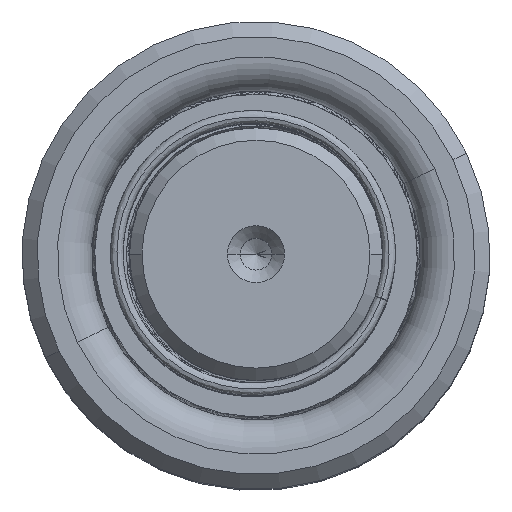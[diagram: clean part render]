
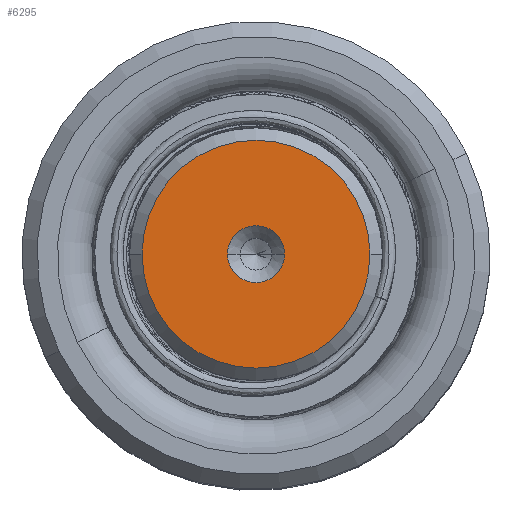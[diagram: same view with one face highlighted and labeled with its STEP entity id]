
A CAD part, top view. The second image highlights one B-rep face of the part: STEP entity #6295.
In plain terms, the highlighted planar face has unit normal (0, 0, 1).
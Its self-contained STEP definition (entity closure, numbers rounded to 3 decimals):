
#407 = DIRECTION ( 'NONE',  ( 0., 0., 1. ) ) ;
#472 = DIRECTION ( 'NONE',  ( 1., 0., 0. ) ) ;
#541 = ORIENTED_EDGE ( 'NONE', *, *, #26665, .F. ) ;
#2962 = CARTESIAN_POINT ( 'NONE',  ( 0., 0., 110. ) ) ;
#4298 = AXIS2_PLACEMENT_3D ( 'NONE', #11307, #32852, #24562 ) ;
#4746 = ORIENTED_EDGE ( 'NONE', *, *, #31531, .T. ) ;
#4764 = VERTEX_POINT ( 'NONE', #27776 ) ;
#4972 = AXIS2_PLACEMENT_3D ( 'NONE', #19126, #30013, #19016 ) ;
#5905 = CIRCLE ( 'NONE', #4972, 9.009 ) ;
#6295 = ADVANCED_FACE ( 'NONE', ( #33825, #23215 ), #19459, .T. ) ;
#7853 = CARTESIAN_POINT ( 'NONE',  ( 2.25, 0., 110. ) ) ;
#7889 = AXIS2_PLACEMENT_3D ( 'NONE', #19325, #14115, #472 ) ;
#9170 = CARTESIAN_POINT ( 'NONE',  ( -9.009, 0., 110. ) ) ;
#11110 = CARTESIAN_POINT ( 'NONE',  ( 0., 0., 110. ) ) ;
#11307 = CARTESIAN_POINT ( 'NONE',  ( 0., 0., 110. ) ) ;
#14115 = DIRECTION ( 'NONE',  ( 0., 0., 1. ) ) ;
#14134 = VERTEX_POINT ( 'NONE', #7853 ) ;
#14924 = VERTEX_POINT ( 'NONE', #9170 ) ;
#17391 = CIRCLE ( 'NONE', #20509, 2.25 ) ;
#18197 = VERTEX_POINT ( 'NONE', #20804 ) ;
#19016 = DIRECTION ( 'NONE',  ( 1., 0., 0. ) ) ;
#19126 = CARTESIAN_POINT ( 'NONE',  ( 0., 0., 110. ) ) ;
#19325 = CARTESIAN_POINT ( 'NONE',  ( 0., 0., 110. ) ) ;
#19459 = PLANE ( 'NONE',  #4298 ) ;
#19495 = CIRCLE ( 'NONE', #7889, 9.009 ) ;
#20509 = AXIS2_PLACEMENT_3D ( 'NONE', #2962, #32168, #29935 ) ;
#20804 = CARTESIAN_POINT ( 'NONE',  ( 9.009, 0., 110. ) ) ;
#21984 = AXIS2_PLACEMENT_3D ( 'NONE', #11110, #407, #33107 ) ;
#22031 = EDGE_LOOP ( 'NONE', ( #541, #34485 ) ) ;
#23215 = FACE_OUTER_BOUND ( 'NONE', #30538, .T. ) ;
#24168 = EDGE_CURVE ( 'NONE', #4764, #14134, #24671, .T. ) ;
#24562 = DIRECTION ( 'NONE',  ( 1., 0., 0. ) ) ;
#24671 = CIRCLE ( 'NONE', #21984, 2.25 ) ;
#26665 = EDGE_CURVE ( 'NONE', #14134, #4764, #17391, .T. ) ;
#27776 = CARTESIAN_POINT ( 'NONE',  ( -2.25, 0., 110. ) ) ;
#27870 = EDGE_CURVE ( 'NONE', #18197, #14924, #19495, .T. ) ;
#28937 = ORIENTED_EDGE ( 'NONE', *, *, #27870, .T. ) ;
#29935 = DIRECTION ( 'NONE',  ( 1., 0., 0. ) ) ;
#30013 = DIRECTION ( 'NONE',  ( 0., 0., 1. ) ) ;
#30538 = EDGE_LOOP ( 'NONE', ( #4746, #28937 ) ) ;
#31531 = EDGE_CURVE ( 'NONE', #14924, #18197, #5905, .T. ) ;
#32168 = DIRECTION ( 'NONE',  ( 0., 0., 1. ) ) ;
#32852 = DIRECTION ( 'NONE',  ( 0., 0., 1. ) ) ;
#33107 = DIRECTION ( 'NONE',  ( 1., 0., 0. ) ) ;
#33825 = FACE_BOUND ( 'NONE', #22031, .T. ) ;
#34485 = ORIENTED_EDGE ( 'NONE', *, *, #24168, .F. ) ;
